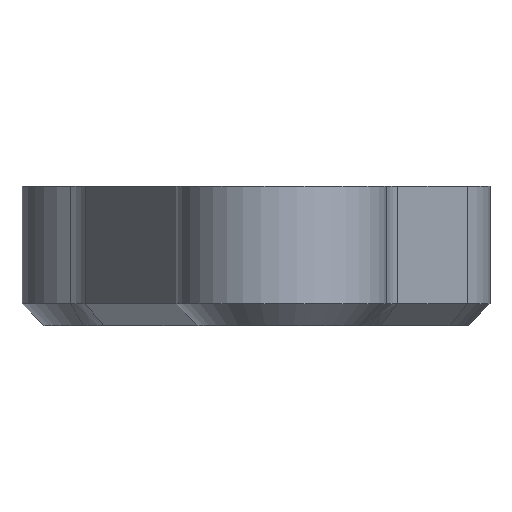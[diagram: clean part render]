
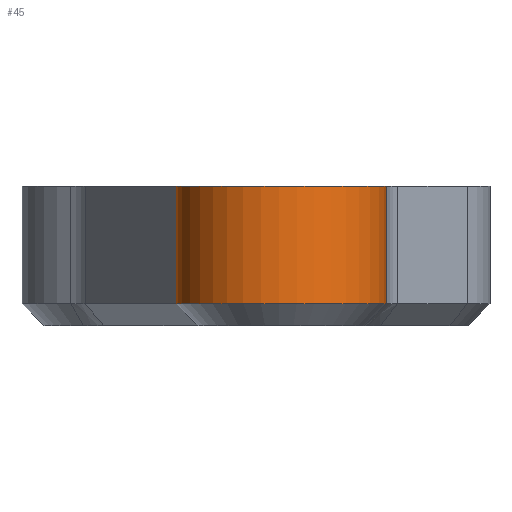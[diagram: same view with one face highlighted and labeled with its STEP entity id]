
A CAD part, front view. The second image highlights one B-rep face of the part: STEP entity #45.
In plain terms, the highlighted cylindrical face has radius 19.212 mm (diameter 38.425 mm), a partial arc.
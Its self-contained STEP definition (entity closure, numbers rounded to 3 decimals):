
#45 = ADVANCED_FACE ( 'NONE', ( #1370 ), #101, .T. ) ;
#84 = CIRCLE ( 'NONE', #1170, 19.213 ) ;
#101 = CYLINDRICAL_SURFACE ( 'NONE', #897, 19.213 ) ;
#152 = DIRECTION ( 'NONE',  ( -1., 0., 0. ) ) ;
#158 = DIRECTION ( 'NONE',  ( -1., 0., 0. ) ) ;
#197 = EDGE_CURVE ( 'NONE', #1208, #1649, #84, .T. ) ;
#262 = DIRECTION ( 'NONE',  ( 0., 0., -1. ) ) ;
#266 = VERTEX_POINT ( 'NONE', #934 ) ;
#308 = ORIENTED_EDGE ( 'NONE', *, *, #1659, .T. ) ;
#330 = DIRECTION ( 'NONE',  ( 0., 0., -1. ) ) ;
#370 = CARTESIAN_POINT ( 'NONE',  ( 2.203, -57.887, -34.1 ) ) ;
#372 = EDGE_CURVE ( 'NONE', #1649, #1562, #1366, .T. ) ;
#380 = VECTOR ( 'NONE', #622, 1000. ) ;
#492 = CARTESIAN_POINT ( 'NONE',  ( -36.198, -56.927, 12.7 ) ) ;
#589 = ORIENTED_EDGE ( 'NONE', *, *, #197, .F. ) ;
#622 = DIRECTION ( 'NONE',  ( 0., 0., -1. ) ) ;
#659 = CIRCLE ( 'NONE', #923, 19.213 ) ;
#684 = EDGE_CURVE ( 'NONE', #1562, #266, #659, .T. ) ;
#742 = CARTESIAN_POINT ( 'NONE',  ( 2.203, -57.887, 12.7 ) ) ;
#871 = ORIENTED_EDGE ( 'NONE', *, *, #372, .F. ) ;
#897 = AXIS2_PLACEMENT_3D ( 'NONE', #1517, #262, #152 ) ;
#903 = CARTESIAN_POINT ( 'NONE',  ( -36.198, -56.927, -12.7 ) ) ;
#923 = AXIS2_PLACEMENT_3D ( 'NONE', #1189, #1458, #158 ) ;
#934 = CARTESIAN_POINT ( 'NONE',  ( -36.198, -56.927, -34.1 ) ) ;
#1170 = AXIS2_PLACEMENT_3D ( 'NONE', #1439, #1343, #1442 ) ;
#1189 = CARTESIAN_POINT ( 'NONE',  ( -16.985, -56.927, -34.1 ) ) ;
#1208 = VERTEX_POINT ( 'NONE', #903 ) ;
#1343 = DIRECTION ( 'NONE',  ( 0., 0., 1. ) ) ;
#1366 = LINE ( 'NONE', #742, #1633 ) ;
#1370 = FACE_OUTER_BOUND ( 'NONE', #1427, .T. ) ;
#1427 = EDGE_LOOP ( 'NONE', ( #589, #308, #1551, #871 ) ) ;
#1439 = CARTESIAN_POINT ( 'NONE',  ( -16.985, -56.927, -12.7 ) ) ;
#1442 = DIRECTION ( 'NONE',  ( 1., 0., 0. ) ) ;
#1458 = DIRECTION ( 'NONE',  ( 0., 0., -1. ) ) ;
#1490 = LINE ( 'NONE', #492, #380 ) ;
#1513 = CARTESIAN_POINT ( 'NONE',  ( 2.203, -57.887, -12.7 ) ) ;
#1517 = CARTESIAN_POINT ( 'NONE',  ( -16.985, -56.927, 12.7 ) ) ;
#1551 = ORIENTED_EDGE ( 'NONE', *, *, #684, .F. ) ;
#1562 = VERTEX_POINT ( 'NONE', #370 ) ;
#1633 = VECTOR ( 'NONE', #330, 1000. ) ;
#1649 = VERTEX_POINT ( 'NONE', #1513 ) ;
#1659 = EDGE_CURVE ( 'NONE', #1208, #266, #1490, .T. ) ;
